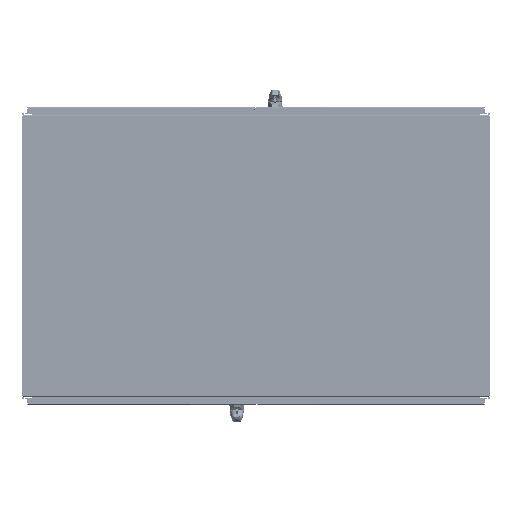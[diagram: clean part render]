
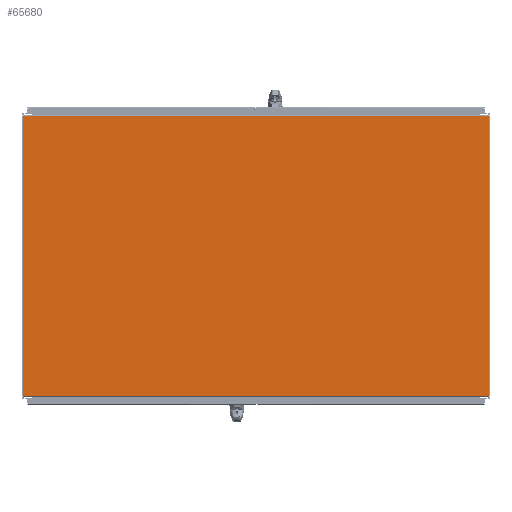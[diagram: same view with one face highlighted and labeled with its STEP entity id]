
A CAD part, front view. The second image highlights one B-rep face of the part: STEP entity #65680.
In plain terms, the highlighted face is planar.
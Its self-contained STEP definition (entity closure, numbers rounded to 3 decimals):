
#11909=PLANE('',#69088);
#13384=FACE_OUTER_BOUND('',#16210,.T.);
#16210=EDGE_LOOP('',(#54673,#54674,#54675,#54676));
#19880=LINE('',#95163,#24949);
#19886=LINE('',#95183,#24955);
#19892=LINE('',#95200,#24961);
#19894=LINE('',#95203,#24963);
#24949=VECTOR('',#77749,59.938);
#24955=VECTOR('',#77775,59.938);
#24961=VECTOR('',#77799,35.875);
#24963=VECTOR('',#77803,35.875);
#33246=VERTEX_POINT('',#95160);
#33247=VERTEX_POINT('',#95162);
#33250=VERTEX_POINT('',#95180);
#33251=VERTEX_POINT('',#95182);
#42741=EDGE_CURVE('',#33247,#33246,#19880,.T.);
#42751=EDGE_CURVE('',#33251,#33250,#19886,.T.);
#42760=EDGE_CURVE('',#33247,#33250,#19892,.T.);
#42762=EDGE_CURVE('',#33251,#33246,#19894,.T.);
#54673=ORIENTED_EDGE('',*,*,#42741,.T.);
#54674=ORIENTED_EDGE('',*,*,#42762,.F.);
#54675=ORIENTED_EDGE('',*,*,#42751,.T.);
#54676=ORIENTED_EDGE('',*,*,#42760,.F.);
#65680=ADVANCED_FACE('',(#13384),#11909,.T.);
#69088=AXIS2_PLACEMENT_3D('',#95202,#77801,#77802);
#77749=DIRECTION('',(1.,0.,0.));
#77775=DIRECTION('',(-1.,0.,0.));
#77799=DIRECTION('',(0.,1.,0.));
#77801=DIRECTION('center_axis',(0.,0.,1.));
#77802=DIRECTION('ref_axis',(1.,0.,0.));
#77803=DIRECTION('',(0.,-1.,0.));
#95160=CARTESIAN_POINT('',(29.969,-17.938,0.094));
#95162=CARTESIAN_POINT('',(-29.969,-17.938,0.094));
#95163=CARTESIAN_POINT('',(-14.984,-17.938,0.094));
#95180=CARTESIAN_POINT('',(-29.969,17.938,0.094));
#95182=CARTESIAN_POINT('',(29.969,17.938,0.094));
#95183=CARTESIAN_POINT('',(14.984,17.938,0.094));
#95200=CARTESIAN_POINT('',(-29.969,-18.063,0.094));
#95202=CARTESIAN_POINT('Origin',(0.,0.,0.094));
#95203=CARTESIAN_POINT('',(29.969,18.063,0.094));
